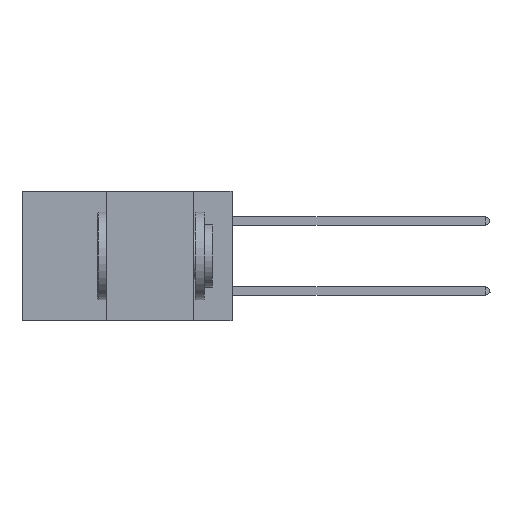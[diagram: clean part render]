
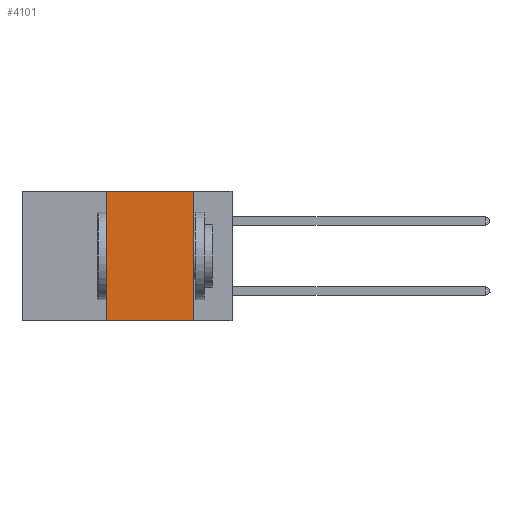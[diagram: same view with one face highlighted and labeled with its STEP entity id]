
A CAD part, left-side view. The second image highlights one B-rep face of the part: STEP entity #4101.
In plain terms, the highlighted planar face has unit normal (-1, 0, 0).
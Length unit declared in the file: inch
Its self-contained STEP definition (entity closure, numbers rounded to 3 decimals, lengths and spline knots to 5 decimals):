
#9 = LINE ( 'NONE', #8208, #4059 ) ;
#518 = DIRECTION ( 'NONE',  ( 0., 0., 1. ) ) ;
#864 = EDGE_LOOP ( 'NONE', ( #8888, #9705, #6451, #6724 ) ) ;
#1360 = CARTESIAN_POINT ( 'NONE',  ( 0., 0.6, -0.37 ) ) ;
#1610 = DIRECTION ( 'NONE',  ( 0., 0., -1. ) ) ;
#1737 = DIRECTION ( 'NONE',  ( 1., 0., 0. ) ) ;
#1759 = VERTEX_POINT ( 'NONE', #5043 ) ;
#1950 = VECTOR ( 'NONE', #8382, 39.37008 ) ;
#2457 = CARTESIAN_POINT ( 'NONE',  ( 0., 0.6, 0. ) ) ;
#2470 = EDGE_CURVE ( 'NONE', #5749, #4770, #4526, .T. ) ;
#2499 = EDGE_CURVE ( 'NONE', #4770, #3256, #9533, .T. ) ;
#3031 = EDGE_CURVE ( 'NONE', #3256, #1759, #9, .T. ) ;
#3256 = VERTEX_POINT ( 'NONE', #5343 ) ;
#3869 = CARTESIAN_POINT ( 'NONE',  ( 0., 0.36, -0.37 ) ) ;
#4059 = VECTOR ( 'NONE', #8087, 39.37008 ) ;
#4101 = ADVANCED_FACE ( 'NONE', ( #6479 ), #9387, .F. ) ;
#4304 = VECTOR ( 'NONE', #518, 39.37008 ) ;
#4526 = LINE ( 'NONE', #8665, #4304 ) ;
#4770 = VERTEX_POINT ( 'NONE', #8292 ) ;
#5043 = CARTESIAN_POINT ( 'NONE',  ( 0., 0.11, -0.37 ) ) ;
#5343 = CARTESIAN_POINT ( 'NONE',  ( 0., 0.11, 0. ) ) ;
#5410 = LINE ( 'NONE', #1360, #7105 ) ;
#5495 = AXIS2_PLACEMENT_3D ( 'NONE', #2457, #1737, #1610 ) ;
#5749 = VERTEX_POINT ( 'NONE', #3869 ) ;
#6451 = ORIENTED_EDGE ( 'NONE', *, *, #2470, .F. ) ;
#6479 = FACE_OUTER_BOUND ( 'NONE', #864, .T. ) ;
#6643 = DIRECTION ( 'NONE',  ( 0., -1., 0. ) ) ;
#6724 = ORIENTED_EDGE ( 'NONE', *, *, #8586, .T. ) ;
#7105 = VECTOR ( 'NONE', #6643, 39.37008 ) ;
#7358 = CARTESIAN_POINT ( 'NONE',  ( 0., 0.6, 0. ) ) ;
#8087 = DIRECTION ( 'NONE',  ( 0., 0., -1. ) ) ;
#8208 = CARTESIAN_POINT ( 'NONE',  ( 0., 0.11, 0. ) ) ;
#8292 = CARTESIAN_POINT ( 'NONE',  ( 0., 0.36, 0. ) ) ;
#8382 = DIRECTION ( 'NONE',  ( 0., -1., 0. ) ) ;
#8586 = EDGE_CURVE ( 'NONE', #5749, #1759, #5410, .T. ) ;
#8665 = CARTESIAN_POINT ( 'NONE',  ( 0., 0.36, 0. ) ) ;
#8888 = ORIENTED_EDGE ( 'NONE', *, *, #3031, .F. ) ;
#9387 = PLANE ( 'NONE',  #5495 ) ;
#9533 = LINE ( 'NONE', #7358, #1950 ) ;
#9705 = ORIENTED_EDGE ( 'NONE', *, *, #2499, .F. ) ;
